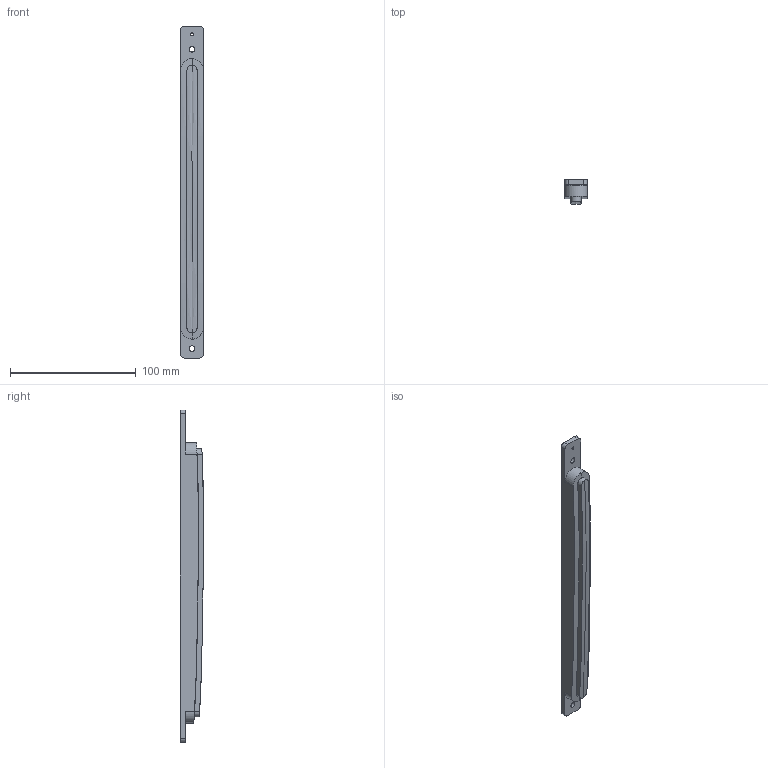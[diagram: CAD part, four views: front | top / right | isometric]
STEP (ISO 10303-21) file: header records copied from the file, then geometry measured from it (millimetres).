
FILE_DESCRIPTION (( 'STEP AP203' ), '1' );
FILE_NAME ('MS001-A.03.014SL.1.1前侧透光板.step', '2021-08-27T10:48:12', ( 'Windows User' ), ( 'P R C' ), 'SwSTEP 2.0', 'SolidWorks 2016', '' );
FILE_SCHEMA (( 'CONFIG_CONTROL_DESIGN' ));
Length unit declared in the file: millimetre
Products named in the file (1): MS001-A.03.014SL.1.1前侧透光板
Bounding box: 18 x 19.01 x 264 mm (x, y, z)
Volume: 64321.8 mm3; surface area: 18040.3 mm2
Topology: 1 solids, 1 shells, 29 faces, 78 edges, 51 vertices
Faces by surface type: cylinder 16, plane 9, bspline 4
Entity records: 1574 total; most frequent: CARTESIAN_POINT 787, ORIENTED_EDGE 156, DIRECTION 132, EDGE_CURVE 78, VERTEX_POINT 51, AXIS2_PLACEMENT_3D 49, EDGE_LOOP 35, LINE 34
